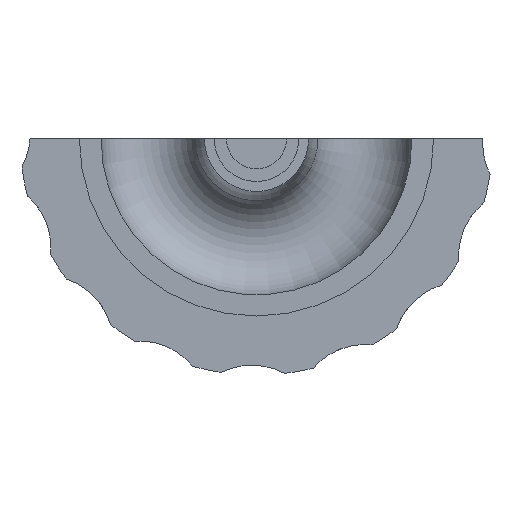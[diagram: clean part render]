
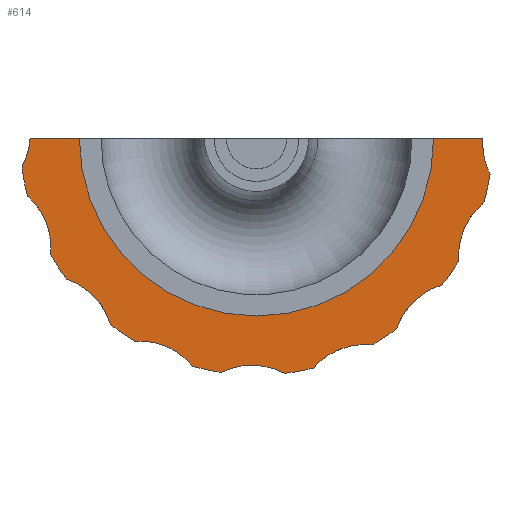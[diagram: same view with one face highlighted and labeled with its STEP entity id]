
A CAD part, left-side view. The second image highlights one B-rep face of the part: STEP entity #614.
In plain terms, the highlighted planar face has unit normal (-1, 0, 0).
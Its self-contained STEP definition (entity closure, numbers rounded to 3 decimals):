
#18=PLANE('',#671);
#34=FACE_OUTER_BOUND('',#68,.T.);
#68=EDGE_LOOP('',(#425,#426,#427,#428,#429,#430,#431,#432,#433,#434,#435,
#436,#437,#438,#439,#440,#441,#442,#443,#444,#445,#446));
#93=CIRCLE('',#654,7.);
#94=CIRCLE('',#656,7.);
#95=CIRCLE('',#658,7.);
#96=CIRCLE('',#660,7.);
#97=CIRCLE('',#662,7.);
#98=CIRCLE('',#664,7.);
#99=CIRCLE('',#666,7.);
#100=CIRCLE('',#668,7.);
#101=CIRCLE('',#670,7.);
#102=CIRCLE('',#672,18.);
#103=CIRCLE('',#673,18.);
#104=CIRCLE('',#674,18.);
#105=CIRCLE('',#675,24.);
#106=CIRCLE('',#676,24.);
#107=CIRCLE('',#677,24.);
#108=CIRCLE('',#678,24.);
#109=CIRCLE('',#679,24.);
#110=CIRCLE('',#680,24.);
#111=CIRCLE('',#681,24.);
#112=CIRCLE('',#682,24.);
#152=LINE('',#1161,#192);
#153=LINE('',#1168,#193);
#192=VECTOR('',#786,10.);
#193=VECTOR('',#793,10.);
#231=VERTEX_POINT('',#936);
#232=VERTEX_POINT('',#938);
#235=VERTEX_POINT('',#964);
#236=VERTEX_POINT('',#966);
#239=VERTEX_POINT('',#992);
#240=VERTEX_POINT('',#994);
#243=VERTEX_POINT('',#1020);
#244=VERTEX_POINT('',#1022);
#247=VERTEX_POINT('',#1050);
#248=VERTEX_POINT('',#1052);
#251=VERTEX_POINT('',#1078);
#252=VERTEX_POINT('',#1080);
#255=VERTEX_POINT('',#1106);
#256=VERTEX_POINT('',#1108);
#259=VERTEX_POINT('',#1134);
#260=VERTEX_POINT('',#1136);
#263=VERTEX_POINT('',#1154);
#264=VERTEX_POINT('',#1156);
#265=VERTEX_POINT('',#1160);
#266=VERTEX_POINT('',#1162);
#267=VERTEX_POINT('',#1164);
#268=VERTEX_POINT('',#1166);
#295=EDGE_CURVE('',#232,#231,#93,.T.);
#299=EDGE_CURVE('',#236,#235,#94,.T.);
#303=EDGE_CURVE('',#240,#239,#95,.T.);
#307=EDGE_CURVE('',#244,#243,#96,.T.);
#311=EDGE_CURVE('',#248,#247,#97,.T.);
#315=EDGE_CURVE('',#252,#251,#98,.T.);
#319=EDGE_CURVE('',#256,#255,#99,.T.);
#323=EDGE_CURVE('',#260,#259,#100,.T.);
#327=EDGE_CURVE('',#264,#263,#101,.T.);
#329=EDGE_CURVE('',#265,#231,#152,.T.);
#330=EDGE_CURVE('',#265,#266,#102,.T.);
#331=EDGE_CURVE('',#266,#267,#103,.T.);
#332=EDGE_CURVE('',#267,#268,#104,.T.);
#333=EDGE_CURVE('',#264,#268,#153,.T.);
#334=EDGE_CURVE('',#260,#263,#105,.T.);
#335=EDGE_CURVE('',#256,#259,#106,.T.);
#336=EDGE_CURVE('',#252,#255,#107,.T.);
#337=EDGE_CURVE('',#248,#251,#108,.T.);
#338=EDGE_CURVE('',#244,#247,#109,.T.);
#339=EDGE_CURVE('',#240,#243,#110,.T.);
#340=EDGE_CURVE('',#236,#239,#111,.T.);
#341=EDGE_CURVE('',#232,#235,#112,.T.);
#425=ORIENTED_EDGE('',*,*,#295,.T.);
#426=ORIENTED_EDGE('',*,*,#329,.F.);
#427=ORIENTED_EDGE('',*,*,#330,.T.);
#428=ORIENTED_EDGE('',*,*,#331,.T.);
#429=ORIENTED_EDGE('',*,*,#332,.T.);
#430=ORIENTED_EDGE('',*,*,#333,.F.);
#431=ORIENTED_EDGE('',*,*,#327,.T.);
#432=ORIENTED_EDGE('',*,*,#334,.F.);
#433=ORIENTED_EDGE('',*,*,#323,.T.);
#434=ORIENTED_EDGE('',*,*,#335,.F.);
#435=ORIENTED_EDGE('',*,*,#319,.T.);
#436=ORIENTED_EDGE('',*,*,#336,.F.);
#437=ORIENTED_EDGE('',*,*,#315,.T.);
#438=ORIENTED_EDGE('',*,*,#337,.F.);
#439=ORIENTED_EDGE('',*,*,#311,.T.);
#440=ORIENTED_EDGE('',*,*,#338,.F.);
#441=ORIENTED_EDGE('',*,*,#307,.T.);
#442=ORIENTED_EDGE('',*,*,#339,.F.);
#443=ORIENTED_EDGE('',*,*,#303,.T.);
#444=ORIENTED_EDGE('',*,*,#340,.F.);
#445=ORIENTED_EDGE('',*,*,#299,.T.);
#446=ORIENTED_EDGE('',*,*,#341,.F.);
#614=ADVANCED_FACE('',(#34),#18,.F.);
#654=AXIS2_PLACEMENT_3D('',#939,#733,#734);
#656=AXIS2_PLACEMENT_3D('',#967,#739,#740);
#658=AXIS2_PLACEMENT_3D('',#995,#745,#746);
#660=AXIS2_PLACEMENT_3D('',#1023,#751,#752);
#662=AXIS2_PLACEMENT_3D('',#1053,#757,#758);
#664=AXIS2_PLACEMENT_3D('',#1081,#763,#764);
#666=AXIS2_PLACEMENT_3D('',#1109,#769,#770);
#668=AXIS2_PLACEMENT_3D('',#1137,#775,#776);
#670=AXIS2_PLACEMENT_3D('',#1157,#781,#782);
#671=AXIS2_PLACEMENT_3D('',#1159,#784,#785);
#672=AXIS2_PLACEMENT_3D('',#1163,#787,#788);
#673=AXIS2_PLACEMENT_3D('',#1165,#789,#790);
#674=AXIS2_PLACEMENT_3D('',#1167,#791,#792);
#675=AXIS2_PLACEMENT_3D('',#1169,#794,#795);
#676=AXIS2_PLACEMENT_3D('',#1170,#796,#797);
#677=AXIS2_PLACEMENT_3D('',#1171,#798,#799);
#678=AXIS2_PLACEMENT_3D('',#1172,#800,#801);
#679=AXIS2_PLACEMENT_3D('',#1173,#802,#803);
#680=AXIS2_PLACEMENT_3D('',#1174,#804,#805);
#681=AXIS2_PLACEMENT_3D('',#1175,#806,#807);
#682=AXIS2_PLACEMENT_3D('',#1176,#808,#809);
#733=DIRECTION('center_axis',(1.,0.,0.));
#734=DIRECTION('ref_axis',(0.,0.,
-1.));
#739=DIRECTION('center_axis',(1.,0.,0.));
#740=DIRECTION('ref_axis',(0.,0.,
-1.));
#745=DIRECTION('center_axis',(1.,0.,0.));
#746=DIRECTION('ref_axis',(0.,0.,-1.));
#751=DIRECTION('center_axis',(1.,0.,0.));
#752=DIRECTION('ref_axis',(0.,0.,-1.));
#757=DIRECTION('center_axis',(1.,0.,0.));
#758=DIRECTION('ref_axis',(0.,0.,-1.));
#763=DIRECTION('center_axis',(1.,0.,0.));
#764=DIRECTION('ref_axis',(0.,0.,-1.));
#769=DIRECTION('center_axis',(1.,0.,0.));
#770=DIRECTION('ref_axis',(0.,0.,-1.));
#775=DIRECTION('center_axis',(1.,0.,0.));
#776=DIRECTION('ref_axis',(0.,0.,-1.));
#781=DIRECTION('center_axis',(1.,0.,0.));
#782=DIRECTION('ref_axis',(0.,0.,
-1.));
#784=DIRECTION('center_axis',(1.,0.,0.));
#785=DIRECTION('ref_axis',(0.,0.,-1.));
#786=DIRECTION('',(0.,-1.,0.));
#787=DIRECTION('center_axis',(1.,0.,0.));
#788=DIRECTION('ref_axis',(0.,0.,1.));
#789=DIRECTION('center_axis',(1.,0.,0.));
#790=DIRECTION('ref_axis',(0.,1.,0.002));
#791=DIRECTION('center_axis',(1.,0.,0.));
#792=DIRECTION('ref_axis',(0.,0.,1.));
#793=DIRECTION('',(0.,-1.,0.));
#794=DIRECTION('center_axis',(1.,0.,0.));
#795=DIRECTION('ref_axis',(0.,-1.,0.001));
#796=DIRECTION('center_axis',(1.,0.,0.));
#797=DIRECTION('ref_axis',(0.,-1.,0.001));
#798=DIRECTION('center_axis',(1.,0.,0.));
#799=DIRECTION('ref_axis',(0.,-1.,0.001));
#800=DIRECTION('center_axis',(1.,0.,0.));
#801=DIRECTION('ref_axis',(0.,-1.,0.001));
#802=DIRECTION('center_axis',(1.,0.,0.));
#803=DIRECTION('ref_axis',(0.,-1.,0.001));
#804=DIRECTION('center_axis',(1.,0.,0.));
#805=DIRECTION('ref_axis',(0.,-1.,0.001));
#806=DIRECTION('center_axis',(1.,0.,0.));
#807=DIRECTION('ref_axis',(0.,-1.,0.001));
#808=DIRECTION('center_axis',(1.,0.,0.));
#809=DIRECTION('ref_axis',(0.,-1.,0.001));
#936=CARTESIAN_POINT('',(172.774,-8.914,9.85));
#938=CARTESIAN_POINT('',(172.774,-9.63,6.231));
#939=CARTESIAN_POINT('Origin',(172.774,-15.896,9.351));
#964=CARTESIAN_POINT('',(172.774,-9.006,3.329));
#966=CARTESIAN_POINT('',(172.774,-6.451,-2.577));
#967=CARTESIAN_POINT('Origin',(172.774,-13.434,-2.092));
#992=CARTESIAN_POINT('',(172.774,-4.763,-5.019));
#994=CARTESIAN_POINT('',(172.774,-0.142,-9.498));
#995=CARTESIAN_POINT('Origin',(172.774,-6.78,-11.722));
#1020=CARTESIAN_POINT('',(172.774,2.351,-11.108));
#1022=CARTESIAN_POINT('',(172.774,8.334,-13.478));
#1023=CARTESIAN_POINT('Origin',(172.774,3.053,-18.073));
#1050=CARTESIAN_POINT('',(172.774,11.254,-14.011));
#1052=CARTESIAN_POINT('',(172.774,17.688,-13.911));
#1053=CARTESIAN_POINT('Origin',(172.774,14.568,-20.177));
#1078=CARTESIAN_POINT('',(172.774,20.59,-13.286));
#1080=CARTESIAN_POINT('',(172.774,26.496,-10.731));
#1081=CARTESIAN_POINT('Origin',(172.774,26.012,-17.714));
#1106=CARTESIAN_POINT('',(172.774,28.938,-9.044));
#1108=CARTESIAN_POINT('',(172.774,33.417,-4.423));
#1109=CARTESIAN_POINT('Origin',(172.774,35.642,-11.06));
#1134=CARTESIAN_POINT('',(172.774,35.028,-1.929));
#1136=CARTESIAN_POINT('',(172.774,37.397,4.054));
#1137=CARTESIAN_POINT('Origin',(172.774,41.992,-1.227));
#1154=CARTESIAN_POINT('',(172.774,37.931,6.973));
#1156=CARTESIAN_POINT('',(172.774,37.11,9.85));
#1157=CARTESIAN_POINT('Origin',(172.774,44.096,10.288));
#1159=CARTESIAN_POINT('Origin',(172.774,14.1,-2.165));
#1160=CARTESIAN_POINT('',(172.774,-3.9,9.85));
#1161=CARTESIAN_POINT('',(172.774,38.1,9.85));
#1162=CARTESIAN_POINT('',(172.774,-3.9,9.848));
#1163=CARTESIAN_POINT('Origin',(172.774,14.1,9.773));
#1164=CARTESIAN_POINT('',(172.774,32.1,9.848));
#1165=CARTESIAN_POINT('Origin',(172.774,14.1,9.82));
#1166=CARTESIAN_POINT('',(172.774,32.1,9.85));
#1167=CARTESIAN_POINT('Origin',(172.774,14.1,9.773));
#1168=CARTESIAN_POINT('',(172.774,38.1,9.85));
#1169=CARTESIAN_POINT('Origin',(172.774,14.1,9.82));
#1170=CARTESIAN_POINT('Origin',(172.774,14.1,9.82));
#1171=CARTESIAN_POINT('Origin',(172.774,14.1,9.82));
#1172=CARTESIAN_POINT('Origin',(172.774,14.1,9.82));
#1173=CARTESIAN_POINT('Origin',(172.774,14.1,9.82));
#1174=CARTESIAN_POINT('Origin',(172.774,14.1,9.82));
#1175=CARTESIAN_POINT('Origin',(172.774,14.1,9.82));
#1176=CARTESIAN_POINT('Origin',(172.774,14.1,9.82));
